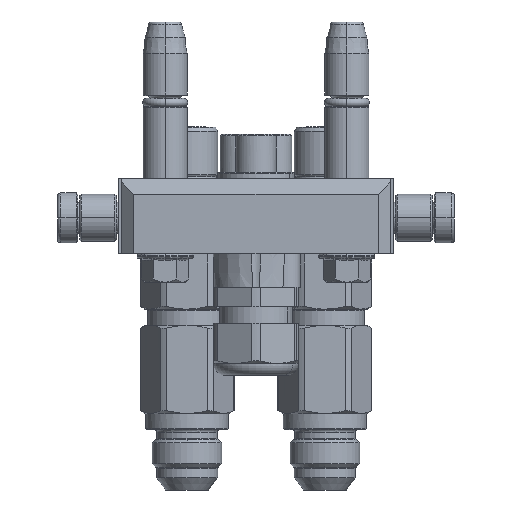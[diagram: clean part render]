
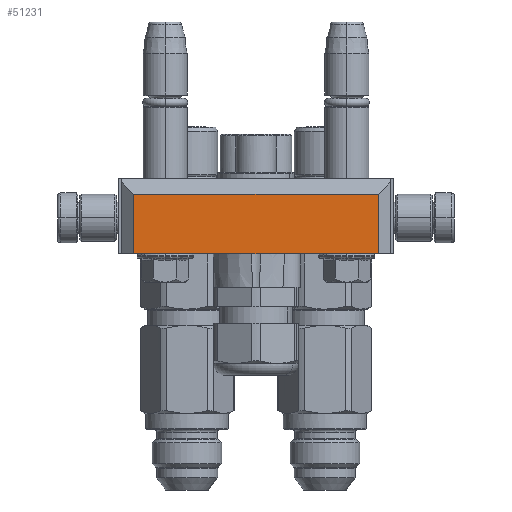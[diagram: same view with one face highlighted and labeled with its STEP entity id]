
A CAD part, left-side view. The second image highlights one B-rep face of the part: STEP entity #51231.
In plain terms, the highlighted face is planar.
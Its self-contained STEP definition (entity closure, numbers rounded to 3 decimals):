
#263 = CARTESIAN_POINT ( 'NONE',  ( -39., 42.75, 5. ) ) ;
#3908 = EDGE_CURVE ( 'NONE', #30124, #24642, #21046, .T. ) ;
#6383 = CARTESIAN_POINT ( 'NONE',  ( 39., 42.75, 24. ) ) ;
#6844 = CARTESIAN_POINT ( 'NONE',  ( 39., 42.75, 24. ) ) ;
#7413 = CARTESIAN_POINT ( 'NONE',  ( -39., 42.75, 24. ) ) ;
#8299 = DIRECTION ( 'NONE',  ( 0., 0., -1. ) ) ;
#8427 = ORIENTED_EDGE ( 'NONE', *, *, #15244, .T. ) ;
#9742 = AXIS2_PLACEMENT_3D ( 'NONE', #13204, #26790, #22196 ) ;
#11377 = VECTOR ( 'NONE', #40022, 1000. ) ;
#13204 = CARTESIAN_POINT ( 'NONE',  ( 44., 42.75, 0. ) ) ;
#15244 = EDGE_CURVE ( 'NONE', #40243, #26254, #58399, .T. ) ;
#16342 = ORIENTED_EDGE ( 'NONE', *, *, #49032, .F. ) ;
#16804 = ORIENTED_EDGE ( 'NONE', *, *, #3908, .F. ) ;
#17921 = CARTESIAN_POINT ( 'NONE',  ( 39., 42.75, 24. ) ) ;
#19964 = FACE_OUTER_BOUND ( 'NONE', #31373, .T. ) ;
#20839 = ORIENTED_EDGE ( 'NONE', *, *, #24997, .F. ) ;
#21030 = LINE ( 'NONE', #6383, #42333 ) ;
#21046 = LINE ( 'NONE', #44374, #33861 ) ;
#22196 = DIRECTION ( 'NONE',  ( -1., 0., 0. ) ) ;
#24642 = VERTEX_POINT ( 'NONE', #263 ) ;
#24997 = EDGE_CURVE ( 'NONE', #40243, #30124, #21030, .T. ) ;
#25388 = DIRECTION ( 'NONE',  ( -1., 0., 0. ) ) ;
#26254 = VERTEX_POINT ( 'NONE', #35839 ) ;
#26790 = DIRECTION ( 'NONE',  ( 0., 1., 0. ) ) ;
#30124 = VERTEX_POINT ( 'NONE', #7413 ) ;
#31001 = CARTESIAN_POINT ( 'NONE',  ( -39., 42.75, 5. ) ) ;
#31373 = EDGE_LOOP ( 'NONE', ( #20839, #8427, #16342, #16804 ) ) ;
#33861 = VECTOR ( 'NONE', #8299, 1000. ) ;
#35839 = CARTESIAN_POINT ( 'NONE',  ( 39., 42.75, 5. ) ) ;
#40022 = DIRECTION ( 'NONE',  ( 0., 0., -1. ) ) ;
#40243 = VERTEX_POINT ( 'NONE', #6844 ) ;
#42333 = VECTOR ( 'NONE', #25388, 1000. ) ;
#44374 = CARTESIAN_POINT ( 'NONE',  ( -39., 42.75, 24. ) ) ;
#45131 = VECTOR ( 'NONE', #54039, 1000. ) ;
#49032 = EDGE_CURVE ( 'NONE', #24642, #26254, #55767, .T. ) ;
#49830 = PLANE ( 'NONE',  #9742 ) ;
#51231 = ADVANCED_FACE ( 'NONE', ( #19964 ), #49830, .T. ) ;
#54039 = DIRECTION ( 'NONE',  ( 1., 0., 0. ) ) ;
#55767 = LINE ( 'NONE', #31001, #45131 ) ;
#58399 = LINE ( 'NONE', #17921, #11377 ) ;
